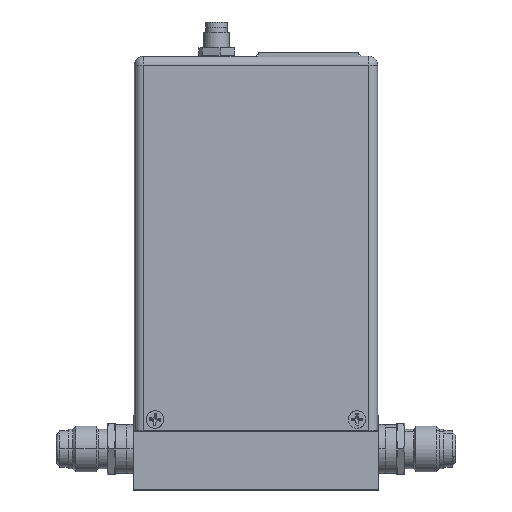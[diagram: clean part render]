
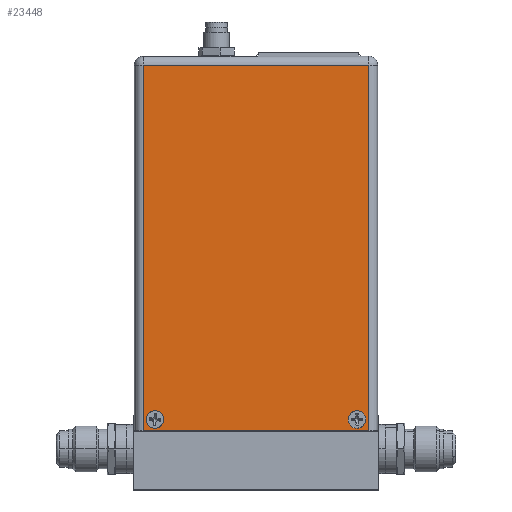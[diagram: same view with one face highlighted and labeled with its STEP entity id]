
A CAD part, top view. The second image highlights one B-rep face of the part: STEP entity #23448.
In plain terms, the highlighted planar face has unit normal (0, 0, 1).
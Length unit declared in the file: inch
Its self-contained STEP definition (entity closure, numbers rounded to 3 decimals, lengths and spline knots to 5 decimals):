
#589 = ORIENTED_EDGE ( 'NONE', *, *, #2870, .F. ) ;
#1701 = EDGE_LOOP ( 'NONE', ( #6583, #9905 ) ) ;
#2514 = EDGE_CURVE ( 'NONE', #3574, #22966, #11032, .T. ) ;
#2719 = LINE ( 'NONE', #12342, #22836 ) ;
#2767 = EDGE_CURVE ( 'NONE', #12187, #23630, #8363, .T. ) ;
#2870 = EDGE_CURVE ( 'NONE', #23630, #12187, #22516, .T. ) ;
#3167 = EDGE_CURVE ( 'NONE', #3215, #3353, #12982, .T. ) ;
#3190 = DIRECTION ( 'NONE',  ( 0., 0., -1. ) ) ;
#3215 = VERTEX_POINT ( 'NONE', #12259 ) ;
#3242 = EDGE_CURVE ( 'NONE', #9871, #3291, #2719, .T. ) ;
#3269 = VECTOR ( 'NONE', #20124, 39.37008 ) ;
#3291 = VERTEX_POINT ( 'NONE', #10759 ) ;
#3353 = VERTEX_POINT ( 'NONE', #12738 ) ;
#3574 = VERTEX_POINT ( 'NONE', #4546 ) ;
#3660 = EDGE_CURVE ( 'NONE', #3291, #3215, #6165, .T. ) ;
#3676 = FACE_OUTER_BOUND ( 'NONE', #13873, .T. ) ;
#4148 = CARTESIAN_POINT ( 'NONE',  ( 3.15403, -14.05697, 0.7125 ) ) ;
#4181 = ORIENTED_EDGE ( 'NONE', *, *, #3242, .T. ) ;
#4274 = DIRECTION ( 'NONE',  ( 0., 0., 1. ) ) ;
#4546 = CARTESIAN_POINT ( 'NONE',  ( 0.43153, -18.38997, 0.7125 ) ) ;
#4635 = DIRECTION ( 'NONE',  ( 0., -1., 0. ) ) ;
#4983 = PLANE ( 'NONE',  #23220 ) ;
#5447 = CARTESIAN_POINT ( 'NONE',  ( 3.15403, -13.94697, 0.7125 ) ) ;
#5618 = CARTESIAN_POINT ( 'NONE',  ( 0.54053, -18.38997, 0.7125 ) ) ;
#6165 = LINE ( 'NONE', #8457, #15068 ) ;
#6583 = ORIENTED_EDGE ( 'NONE', *, *, #9093, .F. ) ;
#6859 = CARTESIAN_POINT ( 'NONE',  ( 3.01253, -18.38997, 0.7125 ) ) ;
#6971 = CARTESIAN_POINT ( 'NONE',  ( 3.12153, -18.38997, 0.7125 ) ) ;
#7255 = DIRECTION ( 'NONE',  ( 0., 0., 1. ) ) ;
#7509 = DIRECTION ( 'NONE',  ( 1., 0., 0. ) ) ;
#8363 = CIRCLE ( 'NONE', #18363, 0.109 ) ;
#8457 = CARTESIAN_POINT ( 'NONE',  ( 0.39903, -13.94697, 0.7125 ) ) ;
#8726 = DIRECTION ( 'NONE',  ( 1., 0., 0. ) ) ;
#9093 = EDGE_CURVE ( 'NONE', #22966, #3574, #13424, .T. ) ;
#9136 = LINE ( 'NONE', #5447, #3269 ) ;
#9340 = CARTESIAN_POINT ( 'NONE',  ( 2.90353, -18.38997, 0.7125 ) ) ;
#9871 = VERTEX_POINT ( 'NONE', #4148 ) ;
#9905 = ORIENTED_EDGE ( 'NONE', *, *, #2514, .F. ) ;
#10269 = DIRECTION ( 'NONE',  ( 1., 0., 0. ) ) ;
#10759 = CARTESIAN_POINT ( 'NONE',  ( 0.39903, -14.05697, 0.7125 ) ) ;
#11032 = CIRCLE ( 'NONE', #19037, 0.109 ) ;
#11862 = ORIENTED_EDGE ( 'NONE', *, *, #3167, .T. ) ;
#12187 = VERTEX_POINT ( 'NONE', #6971 ) ;
#12259 = CARTESIAN_POINT ( 'NONE',  ( 0.39903, -18.52497, 0.7125 ) ) ;
#12342 = CARTESIAN_POINT ( 'NONE',  ( 0.28903, -14.05697, 0.7125 ) ) ;
#12738 = CARTESIAN_POINT ( 'NONE',  ( 3.15403, -18.52497, 0.7125 ) ) ;
#12982 = LINE ( 'NONE', #21149, #13742 ) ;
#13376 = ORIENTED_EDGE ( 'NONE', *, *, #17619, .T. ) ;
#13424 = CIRCLE ( 'NONE', #20718, 0.109 ) ;
#13466 = ORIENTED_EDGE ( 'NONE', *, *, #3660, .T. ) ;
#13742 = VECTOR ( 'NONE', #10269, 39.37008 ) ;
#13873 = EDGE_LOOP ( 'NONE', ( #11862, #13376, #4181, #13466 ) ) ;
#14112 = FACE_BOUND ( 'NONE', #16464, .T. ) ;
#14202 = CARTESIAN_POINT ( 'NONE',  ( 0.64953, -18.38997, 0.7125 ) ) ;
#14329 = CARTESIAN_POINT ( 'NONE',  ( 0.28903, -13.94697, 0.7125 ) ) ;
#15068 = VECTOR ( 'NONE', #4635, 39.37008 ) ;
#15332 = CARTESIAN_POINT ( 'NONE',  ( 0.54053, -18.38997, 0.7125 ) ) ;
#16124 = DIRECTION ( 'NONE',  ( -1., 0., 0. ) ) ;
#16464 = EDGE_LOOP ( 'NONE', ( #17604, #589 ) ) ;
#17150 = DIRECTION ( 'NONE',  ( 1., 0., 0. ) ) ;
#17604 = ORIENTED_EDGE ( 'NONE', *, *, #2767, .F. ) ;
#17619 = EDGE_CURVE ( 'NONE', #3353, #9871, #9136, .T. ) ;
#17752 = DIRECTION ( 'NONE',  ( -1., 0., 0. ) ) ;
#18097 = AXIS2_PLACEMENT_3D ( 'NONE', #18236, #7255, #20059 ) ;
#18236 = CARTESIAN_POINT ( 'NONE',  ( 3.01253, -18.38997, 0.7125 ) ) ;
#18363 = AXIS2_PLACEMENT_3D ( 'NONE', #6859, #19660, #8726 ) ;
#18465 = DIRECTION ( 'NONE',  ( 0., 0., 1. ) ) ;
#19037 = AXIS2_PLACEMENT_3D ( 'NONE', #15332, #4274, #17150 ) ;
#19660 = DIRECTION ( 'NONE',  ( 0., 0., 1. ) ) ;
#20013 = FACE_BOUND ( 'NONE', #1701, .T. ) ;
#20059 = DIRECTION ( 'NONE',  ( 1., 0., 0. ) ) ;
#20124 = DIRECTION ( 'NONE',  ( 0., 1., 0. ) ) ;
#20718 = AXIS2_PLACEMENT_3D ( 'NONE', #5618, #18465, #7509 ) ;
#21149 = CARTESIAN_POINT ( 'NONE',  ( 0.28903, -18.52497, 0.7125 ) ) ;
#22516 = CIRCLE ( 'NONE', #18097, 0.109 ) ;
#22836 = VECTOR ( 'NONE', #17752, 39.37008 ) ;
#22966 = VERTEX_POINT ( 'NONE', #14202 ) ;
#23220 = AXIS2_PLACEMENT_3D ( 'NONE', #14329, #3190, #16124 ) ;
#23448 = ADVANCED_FACE ( 'NONE', ( #14112, #20013, #3676 ), #4983, .F. ) ;
#23630 = VERTEX_POINT ( 'NONE', #9340 ) ;
